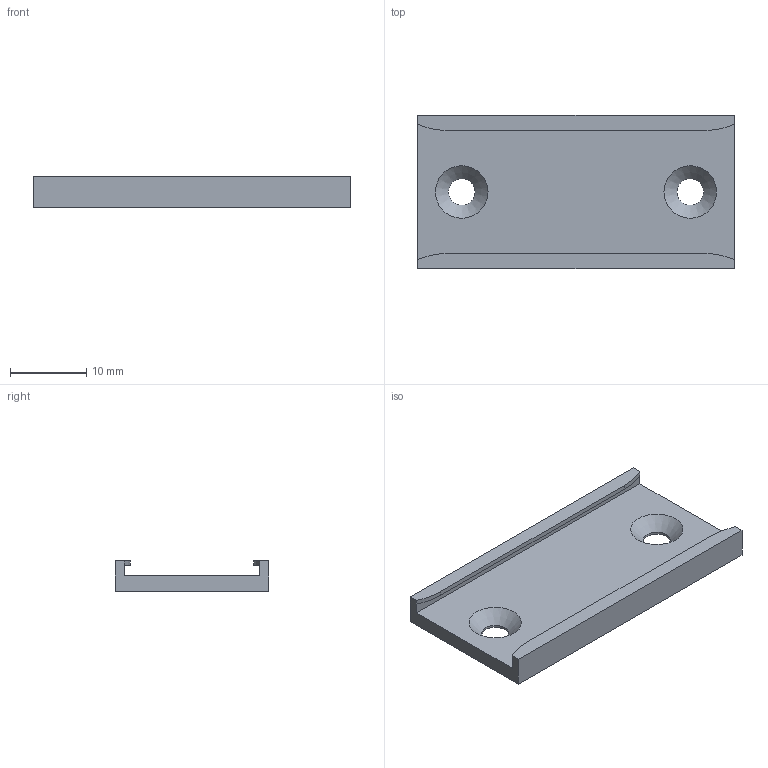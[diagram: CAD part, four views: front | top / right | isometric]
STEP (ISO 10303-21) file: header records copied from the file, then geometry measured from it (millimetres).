
FILE_DESCRIPTION(/* description */ (''),/* implementation_level */ '2;1');
FILE_NAME(/* name */ 'V3 Distribution Block Rail (Small).step',/* time_stamp */ '2025-10-06T18:13:53-07:00',/* author */ (''),/* organization */ (''),/* preprocessor_version */ 'ST-DEVELOPER v20.1',/* originating_system */ 'Autodesk Translation Framework v14.17.0.0',/* authorisation */ '');
FILE_SCHEMA (('AUTOMOTIVE_DESIGN { 1 0 10303 214 3 1 1 }'));
Length unit declared in the file: millimetre
Products named in the file (2): JUT15-10x2.5; DIstribution Block Rail
Assembly tree (1 placements, depth 2):
  JUT15-10x2.5
    DIstribution Block Rail
Bounding box: 41.5 x 20.14 x 4 mm (x, y, z)
Volume: 1824.3 mm3; surface area: 2378.1 mm2
Topology: 1 solids, 1 shells, 22 faces, 54 edges, 34 vertices
Faces by surface type: plane 14, cylinder 6, cone 2
Full cylindrical faces by diameter (mm): 3.5 x2
Entity records: 738 total; most frequent: DIRECTION 120, CARTESIAN_POINT 114, ORIENTED_EDGE 108, EDGE_CURVE 54, LINE 40, VECTOR 40, AXIS2_PLACEMENT_3D 40, VERTEX_POINT 34
